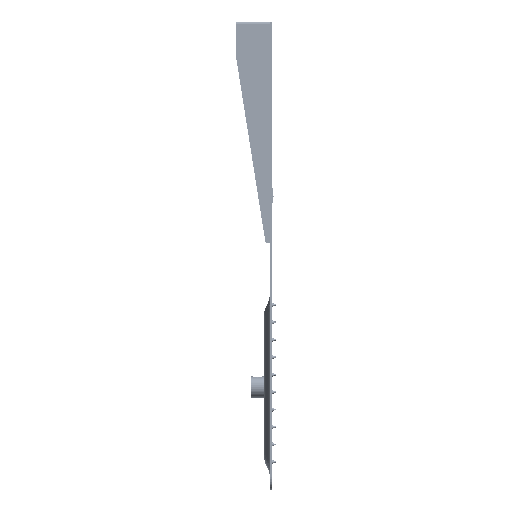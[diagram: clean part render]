
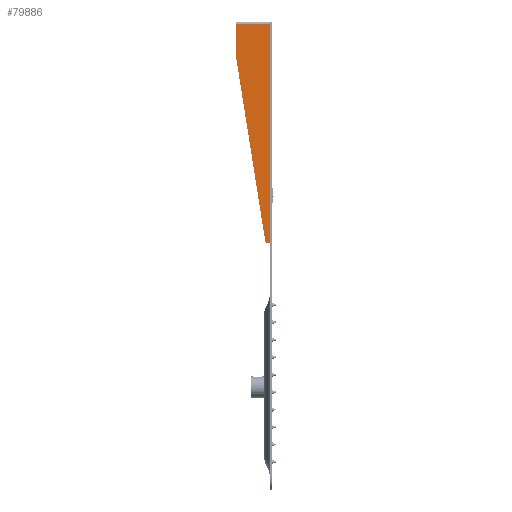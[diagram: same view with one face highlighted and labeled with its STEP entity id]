
A CAD part, left-side view. The second image highlights one B-rep face of the part: STEP entity #79886.
In plain terms, the highlighted planar face has unit normal (-1, 0, 0).
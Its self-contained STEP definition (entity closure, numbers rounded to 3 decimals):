
#790 = EDGE_CURVE ( 'NONE', #60058, #174335, #44704, .T. ) ;
#3752 = CIRCLE ( 'NONE', #134301, 2.5 ) ;
#9432 = CARTESIAN_POINT ( 'NONE',  ( -152.167, -10.004, 565. ) ) ;
#9741 = DIRECTION ( 'NONE',  ( 0., 0., -1. ) ) ;
#16876 = DIRECTION ( 'NONE',  ( 0., 0., -1. ) ) ;
#18201 = CARTESIAN_POINT ( 'NONE',  ( -152.167, -10.004, 822.5 ) ) ;
#19504 = VECTOR ( 'NONE', #167234, 1000. ) ;
#27062 = DIRECTION ( 'NONE',  ( 0., -1., 0. ) ) ;
#32633 = AXIS2_PLACEMENT_3D ( 'NONE', #73632, #87865, #140323 ) ;
#41516 = EDGE_CURVE ( 'NONE', #174335, #161939, #69526, .T. ) ;
#44230 = ORIENTED_EDGE ( 'NONE', *, *, #116886, .T. ) ;
#44704 = LINE ( 'NONE', #111418, #96403 ) ;
#48230 = EDGE_CURVE ( 'NONE', #82252, #60058, #3752, .T. ) ;
#50123 = ORIENTED_EDGE ( 'NONE', *, *, #145702, .T. ) ;
#50480 = VERTEX_POINT ( 'NONE', #59280 ) ;
#55247 = CARTESIAN_POINT ( 'NONE',  ( -152.167, -7.139, 565. ) ) ;
#57168 = VECTOR ( 'NONE', #137315, 1000. ) ;
#59280 = CARTESIAN_POINT ( 'NONE',  ( -152.167, 29.996, 822.5 ) ) ;
#60058 = VERTEX_POINT ( 'NONE', #55247 ) ;
#69526 = LINE ( 'NONE', #164630, #19504 ) ;
#73632 = CARTESIAN_POINT ( 'NONE',  ( -152.167, 29.996, 825. ) ) ;
#75376 = FACE_OUTER_BOUND ( 'NONE', #96274, .T. ) ;
#77941 = ORIENTED_EDGE ( 'NONE', *, *, #41516, .T. ) ;
#78780 = CARTESIAN_POINT ( 'NONE',  ( -152.167, 29.996, 825. ) ) ;
#79886 = ADVANCED_FACE ( 'NONE', ( #75376 ), #86976, .F. ) ;
#80464 = EDGE_CURVE ( 'NONE', #161939, #50480, #135532, .T. ) ;
#81370 = LINE ( 'NONE', #165714, #57168 ) ;
#82252 = VERTEX_POINT ( 'NONE', #167488 ) ;
#84666 = VERTEX_POINT ( 'NONE', #172405 ) ;
#86976 = PLANE ( 'NONE',  #32633 ) ;
#87865 = DIRECTION ( 'NONE',  ( 1., 0., 0. ) ) ;
#96274 = EDGE_LOOP ( 'NONE', ( #77941, #108412, #160119, #44230, #50123, #170622, #124058 ) ) ;
#96362 = AXIS2_PLACEMENT_3D ( 'NONE', #119027, #173227, #9741 ) ;
#96403 = VECTOR ( 'NONE', #27062, 1000. ) ;
#96856 = DIRECTION ( 'NONE',  ( -1., 0., 0. ) ) ;
#100098 = EDGE_CURVE ( 'NONE', #84666, #50480, #134707, .T. ) ;
#108412 = ORIENTED_EDGE ( 'NONE', *, *, #80464, .T. ) ;
#109945 = VERTEX_POINT ( 'NONE', #144254 ) ;
#111418 = CARTESIAN_POINT ( 'NONE',  ( -152.167, 29.996, 565. ) ) ;
#112800 = CARTESIAN_POINT ( 'NONE',  ( -152.167, -7.139, 567.5 ) ) ;
#116886 = EDGE_CURVE ( 'NONE', #84666, #109945, #150284, .T. ) ;
#117516 = VECTOR ( 'NONE', #149800, 1000. ) ;
#119027 = CARTESIAN_POINT ( 'NONE',  ( -152.167, 14.996, 787.162 ) ) ;
#123686 = VECTOR ( 'NONE', #150616, 1000. ) ;
#124058 = ORIENTED_EDGE ( 'NONE', *, *, #790, .T. ) ;
#134301 = AXIS2_PLACEMENT_3D ( 'NONE', #112800, #96856, #16876 ) ;
#134707 = LINE ( 'NONE', #78780, #117516 ) ;
#135532 = LINE ( 'NONE', #147990, #123686 ) ;
#137315 = DIRECTION ( 'NONE',  ( 0., -0.156, -0.988 ) ) ;
#140323 = DIRECTION ( 'NONE',  ( 0., 0., -1. ) ) ;
#144254 = CARTESIAN_POINT ( 'NONE',  ( -152.167, 29.811, 784.815 ) ) ;
#145702 = EDGE_CURVE ( 'NONE', #109945, #82252, #81370, .T. ) ;
#147990 = CARTESIAN_POINT ( 'NONE',  ( -152.167, 29.996, 822.5 ) ) ;
#149800 = DIRECTION ( 'NONE',  ( 0., 0., 1. ) ) ;
#150284 = CIRCLE ( 'NONE', #96362, 15. ) ;
#150616 = DIRECTION ( 'NONE',  ( 0., 1., 0. ) ) ;
#160119 = ORIENTED_EDGE ( 'NONE', *, *, #100098, .F. ) ;
#161939 = VERTEX_POINT ( 'NONE', #18201 ) ;
#164630 = CARTESIAN_POINT ( 'NONE',  ( -152.167, -10.004, 825. ) ) ;
#165714 = CARTESIAN_POINT ( 'NONE',  ( -152.167, 29.996, 785.981 ) ) ;
#167234 = DIRECTION ( 'NONE',  ( 0., 0., 1. ) ) ;
#167488 = CARTESIAN_POINT ( 'NONE',  ( -152.167, -4.67, 567.109 ) ) ;
#170622 = ORIENTED_EDGE ( 'NONE', *, *, #48230, .T. ) ;
#172405 = CARTESIAN_POINT ( 'NONE',  ( -152.167, 29.996, 787.162 ) ) ;
#173227 = DIRECTION ( 'NONE',  ( -1., 0., 0. ) ) ;
#174335 = VERTEX_POINT ( 'NONE', #9432 ) ;
